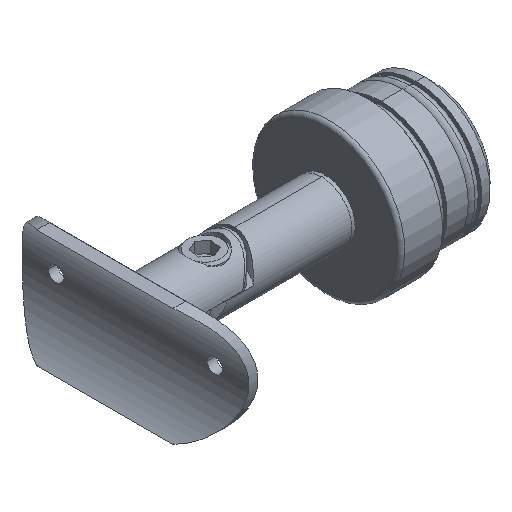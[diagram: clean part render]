
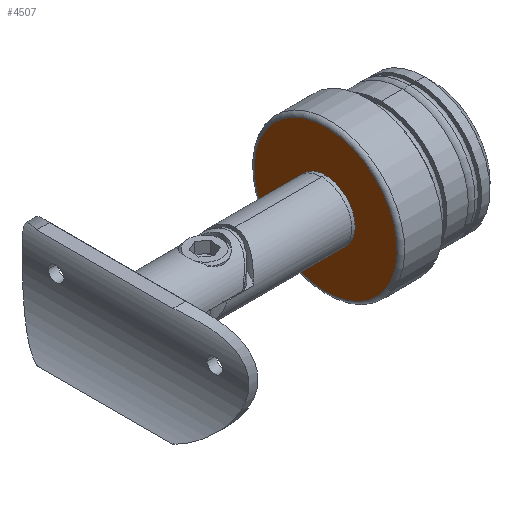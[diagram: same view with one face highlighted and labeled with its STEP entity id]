
A CAD part, isometric view. The second image highlights one B-rep face of the part: STEP entity #4507.
In plain terms, the highlighted face is planar.
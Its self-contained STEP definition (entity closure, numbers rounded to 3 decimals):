
#122 = VERTEX_POINT ( 'NONE', #3895 ) ;
#289 = CARTESIAN_POINT ( 'NONE',  ( 0., 0., 11. ) ) ;
#397 = DIRECTION ( 'NONE',  ( 0., 0., 1. ) ) ;
#418 = DIRECTION ( 'NONE',  ( 1., 0., 0. ) ) ;
#718 = CARTESIAN_POINT ( 'NONE',  ( -18.9, 0., 11. ) ) ;
#778 = ORIENTED_EDGE ( 'NONE', *, *, #3652, .T. ) ;
#890 = DIRECTION ( 'NONE',  ( 1., 0., 0. ) ) ;
#942 = DIRECTION ( 'NONE',  ( 0., 0., 1. ) ) ;
#1141 = EDGE_CURVE ( 'NONE', #3285, #3999, #5855, .T. ) ;
#1812 = CARTESIAN_POINT ( 'NONE',  ( 5.25, 0., 11. ) ) ;
#2151 = ORIENTED_EDGE ( 'NONE', *, *, #1141, .T. ) ;
#2880 = EDGE_LOOP ( 'NONE', ( #778, #2151 ) ) ;
#2924 = CARTESIAN_POINT ( 'NONE',  ( 0., 0., 11. ) ) ;
#3014 = EDGE_CURVE ( 'NONE', #122, #6757, #6187, .T. ) ;
#3068 = DIRECTION ( 'NONE',  ( 0., 0., 1. ) ) ;
#3101 = DIRECTION ( 'NONE',  ( 1., 0., 0. ) ) ;
#3285 = VERTEX_POINT ( 'NONE', #718 ) ;
#3305 = DIRECTION ( 'NONE',  ( 1., 0., 0. ) ) ;
#3310 = FACE_BOUND ( 'NONE', #6701, .T. ) ;
#3652 = EDGE_CURVE ( 'NONE', #3999, #3285, #4411, .T. ) ;
#3682 = DIRECTION ( 'NONE',  ( 1., 0., 0. ) ) ;
#3728 = EDGE_CURVE ( 'NONE', #6757, #122, #5884, .T. ) ;
#3895 = CARTESIAN_POINT ( 'NONE',  ( -5.25, 0., 11. ) ) ;
#3944 = AXIS2_PLACEMENT_3D ( 'NONE', #4255, #8086, #418 ) ;
#3999 = VERTEX_POINT ( 'NONE', #7720 ) ;
#4255 = CARTESIAN_POINT ( 'NONE',  ( 0., 0., 11. ) ) ;
#4411 = CIRCLE ( 'NONE', #3944, 18.9 ) ;
#4507 = ADVANCED_FACE ( 'NONE', ( #3310, #6303 ), #6915, .T. ) ;
#4912 = AXIS2_PLACEMENT_3D ( 'NONE', #5032, #3068, #3101 ) ;
#4961 = AXIS2_PLACEMENT_3D ( 'NONE', #5849, #6460, #3305 ) ;
#4964 = ORIENTED_EDGE ( 'NONE', *, *, #3014, .F. ) ;
#5032 = CARTESIAN_POINT ( 'NONE',  ( 0., 0., 11. ) ) ;
#5849 = CARTESIAN_POINT ( 'NONE',  ( 0., 0., 11. ) ) ;
#5855 = CIRCLE ( 'NONE', #6583, 18.9 ) ;
#5884 = CIRCLE ( 'NONE', #4961, 5.25 ) ;
#5944 = ORIENTED_EDGE ( 'NONE', *, *, #3728, .F. ) ;
#6187 = CIRCLE ( 'NONE', #7745, 5.25 ) ;
#6303 = FACE_OUTER_BOUND ( 'NONE', #2880, .T. ) ;
#6460 = DIRECTION ( 'NONE',  ( 0., 0., 1. ) ) ;
#6583 = AXIS2_PLACEMENT_3D ( 'NONE', #289, #942, #890 ) ;
#6701 = EDGE_LOOP ( 'NONE', ( #5944, #4964 ) ) ;
#6757 = VERTEX_POINT ( 'NONE', #1812 ) ;
#6915 = PLANE ( 'NONE',  #4912 ) ;
#7720 = CARTESIAN_POINT ( 'NONE',  ( 18.9, 0., 11. ) ) ;
#7745 = AXIS2_PLACEMENT_3D ( 'NONE', #2924, #397, #3682 ) ;
#8086 = DIRECTION ( 'NONE',  ( 0., 0., 1. ) ) ;
